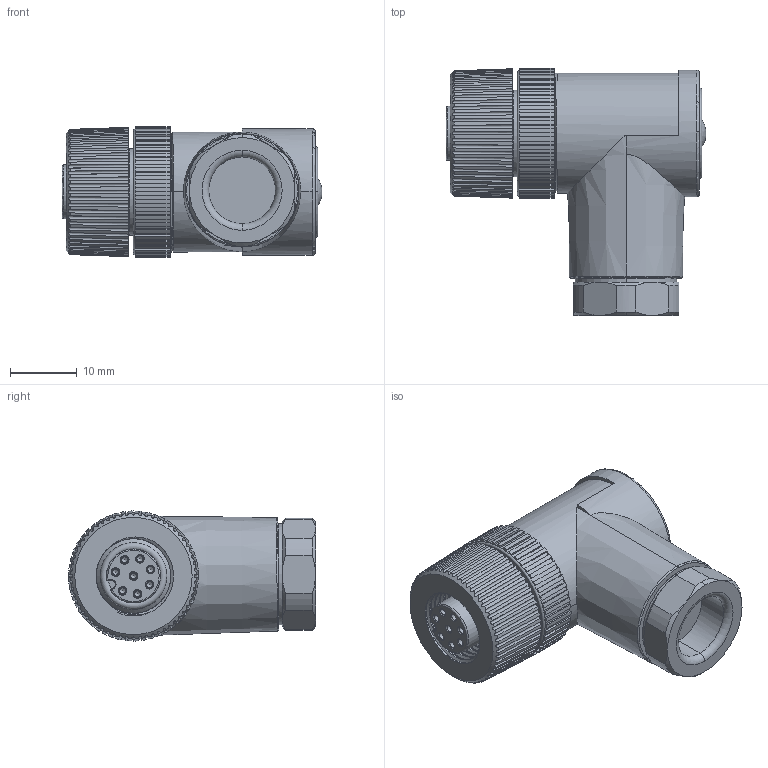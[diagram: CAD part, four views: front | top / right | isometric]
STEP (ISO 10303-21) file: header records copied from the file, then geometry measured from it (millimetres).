
FILE_DESCRIPTION(/* description */ (''),/* implementation_level */ '2;1');
FILE_NAME(/* name */ 'ELK8111-0-9.stp',/* time_stamp */ '2023-02-09T11:01:37+08:00',/* author */ (''),/* organization */ (''),/* preprocessor_version */ 'ST-DEVELOPER v16',/* originating_system */ 'SIEMENS PLM Software NX 10.0',/* authorisation */ '');
FILE_SCHEMA (('AP203_CONFIGURATION_CONTROLLED_3D_DESIGN_OF_MECHANICAL_PARTS_AND_ASSEMBLIES_MIM_LF { 1 0 10303 403 2 1 2}'));
Length unit declared in the file: millimetre
Products named in the file (1): dell47344C3Asf3u
Bounding box: 38.98 x 37.05 x 19.5 mm (x, y, z)
Volume: 13414.2 mm3; surface area: 5849.8 mm2
Topology: 1 solids, 1 shells, 591 faces, 1591 edges, 1022 vertices
Faces by surface type: plane 252, cylinder 220, cone 96, torus 12, bspline 10, sphere 1
Full cylindrical faces by diameter (mm): 0.9 x8, 1 x8, 1.3 x8, 11.2 x7, 13 x2, 14.3 x1, 15.5 x1
Entity records: 21984 total; most frequent: CARTESIAN_POINT 7852, ORIENTED_EDGE 2960, DIRECTION 2914, EDGE_CURVE 1480, AXIS2_PLACEMENT_3D 1168, VERTEX_POINT 976, EDGE_LOOP 654, ADVANCED_FACE 584
